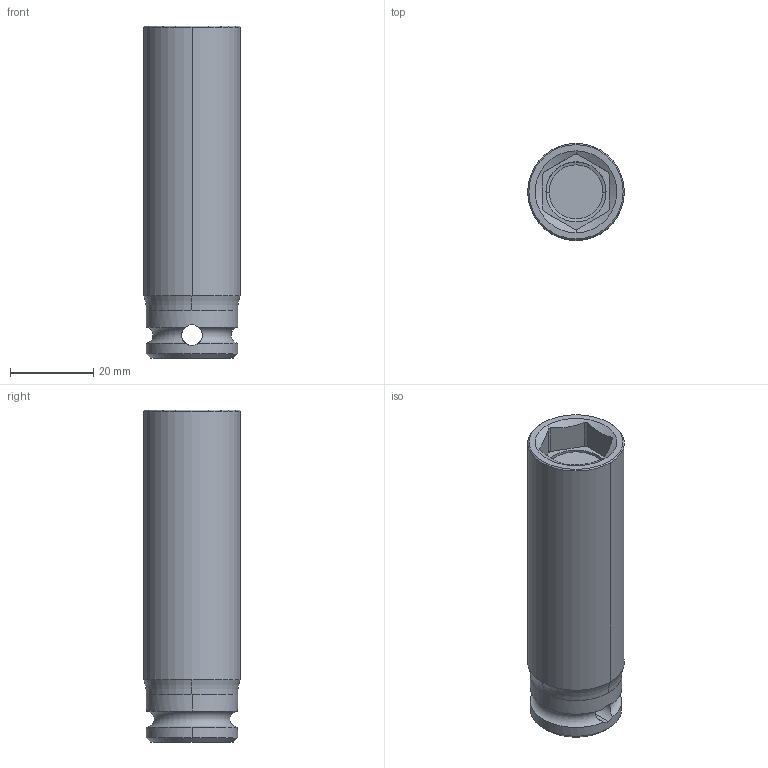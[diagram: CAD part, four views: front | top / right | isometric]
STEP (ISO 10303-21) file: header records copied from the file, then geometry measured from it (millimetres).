
FILE_DESCRIPTION((''),'2;1');
FILE_NAME('4027124016','2023-08-21T16:09:55',('A00565553'),(''),'CREO PARAMETRIC BY PTC INC, 2022414','CREO PARAMETRIC BY PTC INC, 2022414','');
FILE_SCHEMA(('CONFIG_CONTROL_DESIGN','GEOMETRIC_VALIDATION_PROPERTIES_MIM'));
Length unit declared in the file: millimetre
Products named in the file (1): 4027124016
Bounding box: 23.3 x 23.3 x 80 mm (x, y, z)
Volume: 22046.6 mm3; surface area: 10942.1 mm2
Topology: 2 solids, 2 shells, 61 faces, 161 edges, 102 vertices
Faces by surface type: cylinder 25, plane 20, cone 12, torus 4
Entity records: 2191 total; most frequent: CARTESIAN_POINT 578, ORIENTED_EDGE 322, DIRECTION 308, EDGE_CURVE 161, AXIS2_PLACEMENT_3D 125, VERTEX_POINT 102, EDGE_LOOP 65, CIRCLE 64
